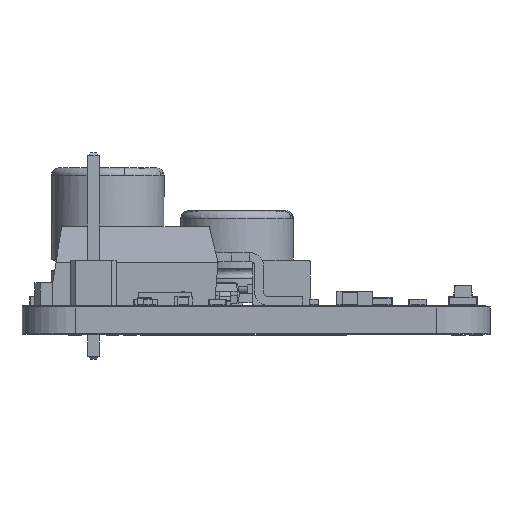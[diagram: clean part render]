
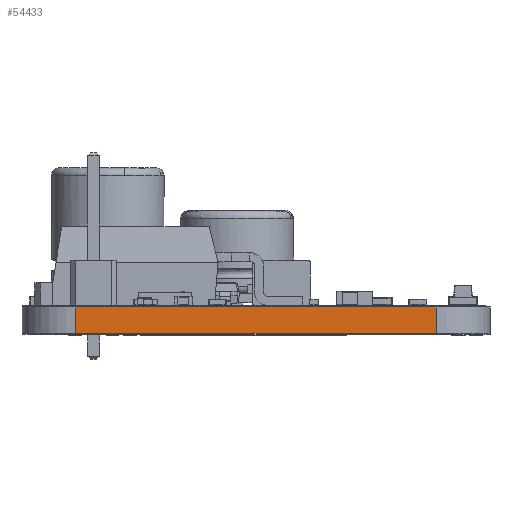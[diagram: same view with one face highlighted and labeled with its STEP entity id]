
A CAD part, front view. The second image highlights one B-rep face of the part: STEP entity #54433.
In plain terms, the highlighted planar face has unit normal (0, -1, 0).
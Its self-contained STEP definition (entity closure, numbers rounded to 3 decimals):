
#53530 = VERTEX_POINT('',#53531);
#53531 = CARTESIAN_POINT('',(80.,-72.1,0.));
#53538 = EDGE_CURVE('',#53539,#53530,#53541,.T.);
#53539 = VERTEX_POINT('',#53540);
#53540 = CARTESIAN_POINT('',(100.2,-72.1,0.));
#53541 = LINE('',#53542,#53543);
#53542 = CARTESIAN_POINT('',(100.2,-72.1,0.));
#53543 = VECTOR('',#53544,1.);
#53544 = DIRECTION('',(-1.,0.,0.));
#53968 = VERTEX_POINT('',#53969);
#53969 = CARTESIAN_POINT('',(80.,-72.1,1.51));
#53976 = EDGE_CURVE('',#53977,#53968,#53979,.T.);
#53977 = VERTEX_POINT('',#53978);
#53978 = CARTESIAN_POINT('',(100.2,-72.1,1.51));
#53979 = LINE('',#53980,#53981);
#53980 = CARTESIAN_POINT('',(100.2,-72.1,1.51));
#53981 = VECTOR('',#53982,1.);
#53982 = DIRECTION('',(-1.,0.,0.));
#54405 = EDGE_CURVE('',#53539,#53977,#54406,.T.);
#54406 = LINE('',#54407,#54408);
#54407 = CARTESIAN_POINT('',(100.2,-72.1,0.));
#54408 = VECTOR('',#54409,1.);
#54409 = DIRECTION('',(0.,0.,1.));
#54433 = ADVANCED_FACE('',(#54434),#54445,.T.);
#54434 = FACE_BOUND('',#54435,.T.);
#54435 = EDGE_LOOP('',(#54436,#54437,#54438,#54444));
#54436 = ORIENTED_EDGE('',*,*,#54405,.T.);
#54437 = ORIENTED_EDGE('',*,*,#53976,.T.);
#54438 = ORIENTED_EDGE('',*,*,#54439,.F.);
#54439 = EDGE_CURVE('',#53530,#53968,#54440,.T.);
#54440 = LINE('',#54441,#54442);
#54441 = CARTESIAN_POINT('',(80.,-72.1,0.));
#54442 = VECTOR('',#54443,1.);
#54443 = DIRECTION('',(0.,0.,1.));
#54444 = ORIENTED_EDGE('',*,*,#53538,.F.);
#54445 = PLANE('',#54446);
#54446 = AXIS2_PLACEMENT_3D('',#54447,#54448,#54449);
#54447 = CARTESIAN_POINT('',(100.2,-72.1,0.));
#54448 = DIRECTION('',(0.,-1.,0.));
#54449 = DIRECTION('',(-1.,0.,0.));
